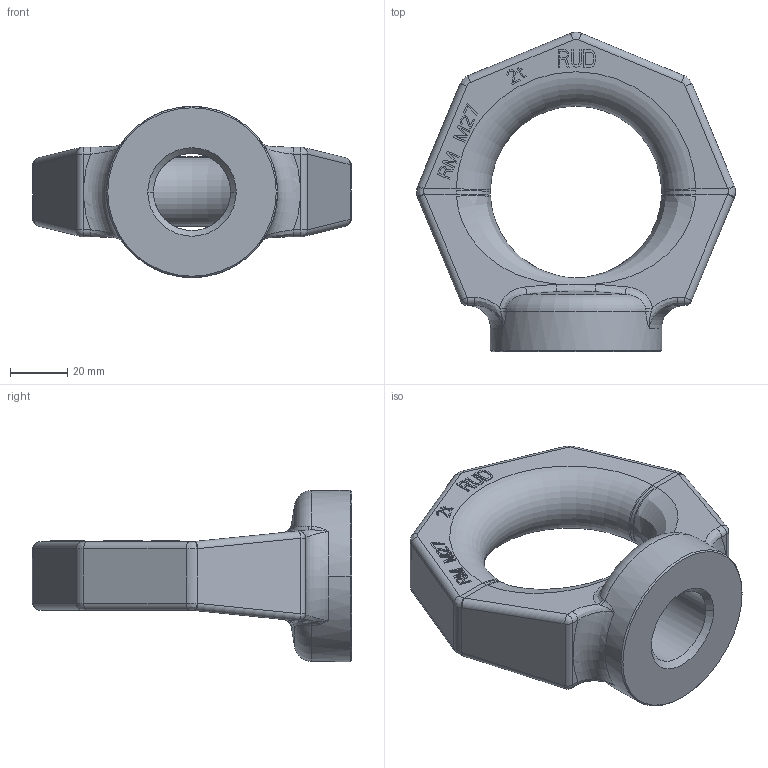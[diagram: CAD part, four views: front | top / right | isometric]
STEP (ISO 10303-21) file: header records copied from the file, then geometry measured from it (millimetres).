
FILE_DESCRIPTION((''),'2;1');
FILE_NAME('001-M31489-P-1','2018-04-11T',('Roland.Jakubetz'),(''),'PRO/ENGINEER BY PARAMETRIC TECHNOLOGY CORPORATION, 2011490','PRO/ENGINEER BY PARAMETRIC TECHNOLOGY CORPORATION, 2011490','');
FILE_SCHEMA(('CONFIG_CONTROL_DESIGN'));
Length unit declared in the file: millimetre
Products named in the file (1): 001-M31489-P-1
Bounding box: 111.73 x 111.86 x 60 mm (x, y, z)
Volume: 167031.7 mm3; surface area: 28543.5 mm2
Topology: 1 solids, 1 shells, 342 faces, 912 edges, 582 vertices
Faces by surface type: plane 240, bspline 54, cylinder 33, cone 6, torus 5, sphere 4
Entity records: 12833 total; most frequent: CARTESIAN_POINT 4631, ORIENTED_EDGE 1824, DIRECTION 1490, EDGE_CURVE 912, VECTOR 698, LINE 698, VERTEX_POINT 582, AXIS2_PLACEMENT_3D 396
